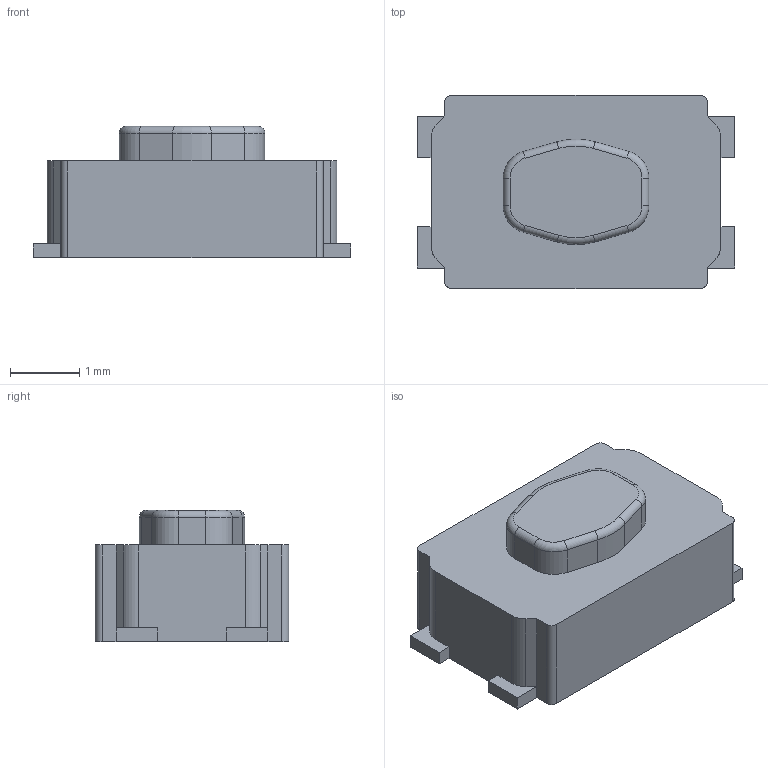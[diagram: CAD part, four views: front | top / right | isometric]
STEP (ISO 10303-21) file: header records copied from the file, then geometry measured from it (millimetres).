
FILE_DESCRIPTION (( 'STEP AP214' ), '1' );
FILE_NAME ('CK-KMR-2.STEP', '2023-11-13T09:41:44', ( '' ), ( '' ), 'SwSTEP 2.0', 'SolidWorks 2022', '' );
FILE_SCHEMA (( 'AUTOMOTIVE_DESIGN' ));
Length unit declared in the file: millimetre
Products named in the file (1): CK-KMR-2
Bounding box: 4.6 x 2.8 x 1.9 mm (x, y, z)
Volume: 17.4 mm3; surface area: 45.8 mm2
Topology: 1 solids, 1 shells, 63 faces, 164 edges, 104 vertices
Faces by surface type: plane 37, cylinder 20, torus 6
Entity records: 2401 total; most frequent: DIRECTION 338, CARTESIAN_POINT 332, ORIENTED_EDGE 328, EDGE_CURVE 164, VECTOR 118, LINE 118, AXIS2_PLACEMENT_3D 110, VERTEX_POINT 104
